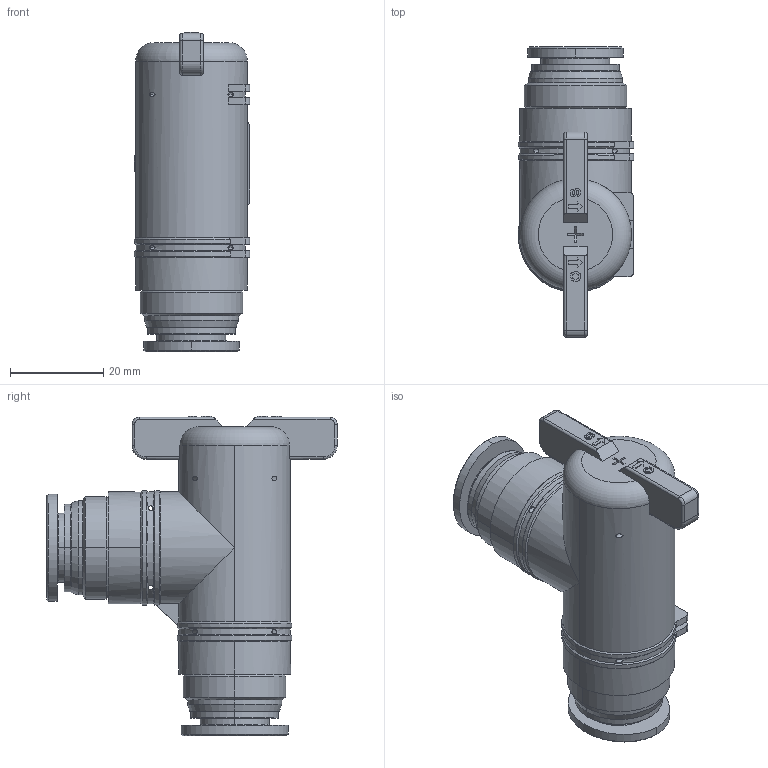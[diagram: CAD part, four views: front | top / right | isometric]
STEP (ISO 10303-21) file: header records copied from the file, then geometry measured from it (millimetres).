
FILE_DESCRIPTION((''),'2;1');
FILE_NAME('BUL601212-mdt.stp','2017-07-24T19:28:34',(''),(''),'Mechanical Desktop 2009','Mechanical Desktop 2009',', , ');
FILE_SCHEMA(('CONFIG_CONTROL_DESIGN'));
Length unit declared in the file: millimetre
Products named in the file (8): BUL601212-MDTA; BUL601212-MDT; BC12-60; COLLAR-12C; 60-R04; 60-R03; BOLT-M3; HA
Assembly tree (8 placements, depth 3):
  BUL601212-MDTA
    BUL601212-MDT
    BC12-60  x2
      COLLAR-12C
    60-R04
    60-R03
    BOLT-M3
    HA
Bounding box: 24.77 x 62.3 x 68.5 mm (x, y, z)
Volume: 38093.6 mm3; surface area: 11456.9 mm2
Topology: 1 solids, 3 shells, 397 faces, 1013 edges, 643 vertices
Faces by surface type: plane 229, cylinder 104, cone 32, torus 22, bspline 10
Entity records: 13862 total; most frequent: CARTESIAN_POINT 4098, ORIENTED_EDGE 2022, DIRECTION 1965, EDGE_CURVE 1011, VECTOR 673, LINE 673, AXIS2_PLACEMENT_3D 646, VERTEX_POINT 643
